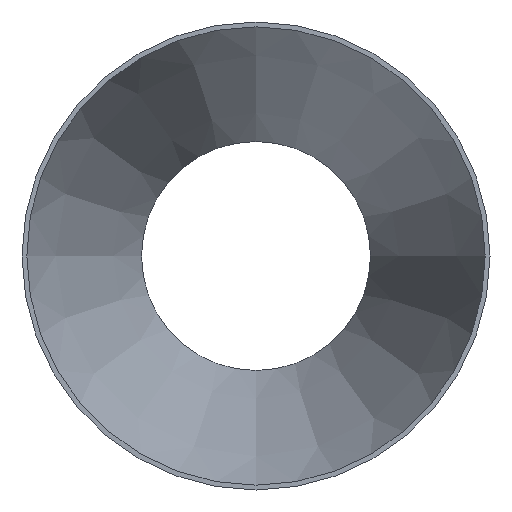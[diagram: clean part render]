
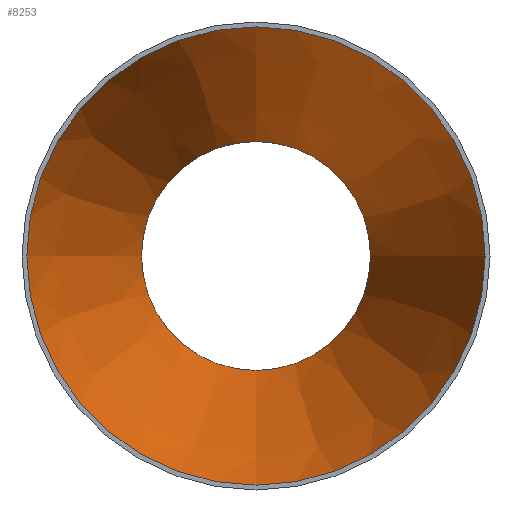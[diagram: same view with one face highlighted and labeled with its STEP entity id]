
A CAD part, front view. The second image highlights one B-rep face of the part: STEP entity #8253.
In plain terms, the highlighted conical face has half-angle 18.208 degrees and reference radius 99.895 mm.
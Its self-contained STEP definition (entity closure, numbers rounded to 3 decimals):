
#450 = DIRECTION ( 'NONE',  ( 0., 0., -1. ) ) ;
#1258 = DIRECTION ( 'NONE',  ( 0., -1., 0. ) ) ;
#2396 = DIRECTION ( 'NONE',  ( 0., -1., 0. ) ) ;
#2649 = VERTEX_POINT ( 'NONE', #24123 ) ;
#3903 = EDGE_CURVE ( 'NONE', #2649, #2649, #18628, .T. ) ;
#6999 = FACE_OUTER_BOUND ( 'NONE', #22814, .T. ) ;
#8056 = AXIS2_PLACEMENT_3D ( 'NONE', #17518, #1258, #18484 ) ;
#8253 = ADVANCED_FACE ( 'NONE', ( #24475, #6999 ), #14005, .F. ) ;
#8568 = AXIS2_PLACEMENT_3D ( 'NONE', #19782, #8868, #450 ) ;
#8868 = DIRECTION ( 'NONE',  ( 0., -1., 0. ) ) ;
#11058 = CARTESIAN_POINT ( 'NONE',  ( 0., 152., -49.895 ) ) ;
#12138 = EDGE_LOOP ( 'NONE', ( #23132 ) ) ;
#13081 = CARTESIAN_POINT ( 'NONE',  ( 0., 0., 0. ) ) ;
#13968 = CIRCLE ( 'NONE', #8056, 49.895 ) ;
#14005 = CONICAL_SURFACE ( 'NONE', #8568, 99.895, 0.318 ) ;
#17518 = CARTESIAN_POINT ( 'NONE',  ( 0., 152., 0. ) ) ;
#18484 = DIRECTION ( 'NONE',  ( 0., 0., -1. ) ) ;
#18628 = CIRCLE ( 'NONE', #25900, 99.895 ) ;
#19312 = DIRECTION ( 'NONE',  ( 0., 0., -1. ) ) ;
#19782 = CARTESIAN_POINT ( 'NONE',  ( 0., 0., 0. ) ) ;
#21783 = ORIENTED_EDGE ( 'NONE', *, *, #3903, .T. ) ;
#21848 = VERTEX_POINT ( 'NONE', #11058 ) ;
#22814 = EDGE_LOOP ( 'NONE', ( #21783 ) ) ;
#23132 = ORIENTED_EDGE ( 'NONE', *, *, #27246, .F. ) ;
#24123 = CARTESIAN_POINT ( 'NONE',  ( 0., 0., -99.895 ) ) ;
#24475 = FACE_BOUND ( 'NONE', #12138, .T. ) ;
#25900 = AXIS2_PLACEMENT_3D ( 'NONE', #13081, #2396, #19312 ) ;
#27246 = EDGE_CURVE ( 'NONE', #21848, #21848, #13968, .T. ) ;
